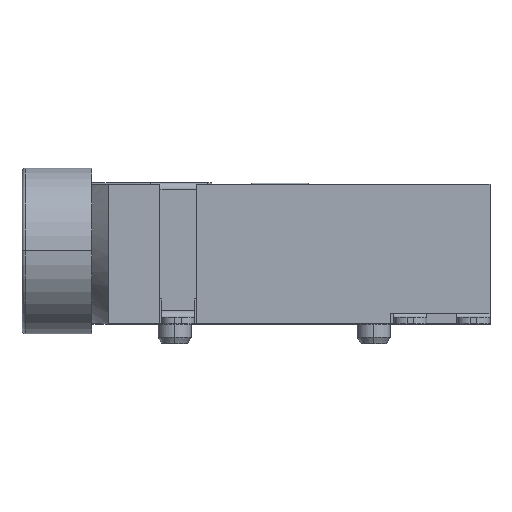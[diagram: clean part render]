
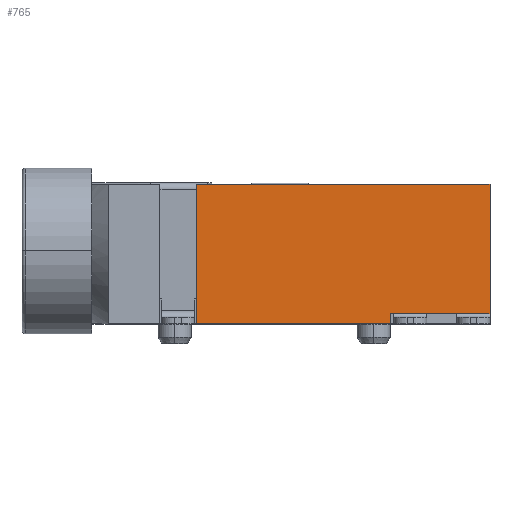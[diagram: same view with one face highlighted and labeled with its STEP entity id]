
A CAD part, top view. The second image highlights one B-rep face of the part: STEP entity #765.
In plain terms, the highlighted planar face has unit normal (0, 0, 1).
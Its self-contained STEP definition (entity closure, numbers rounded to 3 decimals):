
#270 = DIRECTION ( 'NONE',  ( -1., 0., 0. ) ) ;
#275 = VECTOR ( 'NONE', #1251, 1000. ) ;
#642 = ORIENTED_EDGE ( 'NONE', *, *, #983, .T. ) ;
#712 = CARTESIAN_POINT ( 'NONE',  ( 5.75, 4.2, 3.4 ) ) ;
#765 = ADVANCED_FACE ( 'NONE', ( #3630 ), #2291, .F. ) ;
#889 = AXIS2_PLACEMENT_3D ( 'NONE', #4290, #1675, #270 ) ;
#983 = EDGE_CURVE ( 'NONE', #2269, #1726, #2762, .T. ) ;
#1029 = CARTESIAN_POINT ( 'NONE',  ( 2.75, 0., 3.4 ) ) ;
#1251 = DIRECTION ( 'NONE',  ( 1., 0., 0. ) ) ;
#1337 = ORIENTED_EDGE ( 'NONE', *, *, #4816, .F. ) ;
#1668 = ORIENTED_EDGE ( 'NONE', *, *, #6116, .F. ) ;
#1675 = DIRECTION ( 'NONE',  ( 0., 0., -1. ) ) ;
#1701 = CARTESIAN_POINT ( 'NONE',  ( 5.75, 0.3, 3.4 ) ) ;
#1726 = VERTEX_POINT ( 'NONE', #1029 ) ;
#2017 = ORIENTED_EDGE ( 'NONE', *, *, #7377, .T. ) ;
#2254 = VERTEX_POINT ( 'NONE', #4915 ) ;
#2269 = VERTEX_POINT ( 'NONE', #7857 ) ;
#2291 = PLANE ( 'NONE',  #889 ) ;
#2358 = EDGE_CURVE ( 'NONE', #2269, #5563, #5808, .T. ) ;
#2666 = CARTESIAN_POINT ( 'NONE',  ( 5.75, 4.2, 3.4 ) ) ;
#2679 = ORIENTED_EDGE ( 'NONE', *, *, #7600, .F. ) ;
#2728 = VECTOR ( 'NONE', #4754, 1000. ) ;
#2762 = LINE ( 'NONE', #3446, #6067 ) ;
#2795 = LINE ( 'NONE', #2666, #2728 ) ;
#2864 = CARTESIAN_POINT ( 'NONE',  ( -5.75, 4.2, 3.4 ) ) ;
#2882 = CARTESIAN_POINT ( 'NONE',  ( 2.75, 0.3, 3.4 ) ) ;
#2937 = VECTOR ( 'NONE', #7987, 1000. ) ;
#2944 = LINE ( 'NONE', #2864, #5746 ) ;
#3444 = EDGE_LOOP ( 'NONE', ( #1668, #2017, #1337, #2679, #3718, #642 ) ) ;
#3446 = CARTESIAN_POINT ( 'NONE',  ( -5.75, 0., 3.4 ) ) ;
#3630 = FACE_OUTER_BOUND ( 'NONE', #3444, .T. ) ;
#3718 = ORIENTED_EDGE ( 'NONE', *, *, #2358, .F. ) ;
#4290 = CARTESIAN_POINT ( 'NONE',  ( -5.75, 4.2, 3.4 ) ) ;
#4544 = VERTEX_POINT ( 'NONE', #712 ) ;
#4754 = DIRECTION ( 'NONE',  ( 0., -1., 0. ) ) ;
#4816 = EDGE_CURVE ( 'NONE', #4544, #6296, #2795, .T. ) ;
#4855 = DIRECTION ( 'NONE',  ( 1., 0., 0. ) ) ;
#4915 = CARTESIAN_POINT ( 'NONE',  ( 2.75, 0.3, 3.4 ) ) ;
#5282 = VECTOR ( 'NONE', #7220, 1000. ) ;
#5549 = DIRECTION ( 'NONE',  ( 1., 0., 0. ) ) ;
#5563 = VERTEX_POINT ( 'NONE', #8297 ) ;
#5746 = VECTOR ( 'NONE', #5549, 1000. ) ;
#5808 = LINE ( 'NONE', #6500, #2937 ) ;
#6067 = VECTOR ( 'NONE', #4855, 1000. ) ;
#6116 = EDGE_CURVE ( 'NONE', #2254, #1726, #7263, .T. ) ;
#6296 = VERTEX_POINT ( 'NONE', #1701 ) ;
#6500 = CARTESIAN_POINT ( 'NONE',  ( -3.1, -7.8, 3.4 ) ) ;
#7220 = DIRECTION ( 'NONE',  ( 0., -1., 0. ) ) ;
#7263 = LINE ( 'NONE', #2882, #5282 ) ;
#7377 = EDGE_CURVE ( 'NONE', #2254, #6296, #7712, .T. ) ;
#7600 = EDGE_CURVE ( 'NONE', #5563, #4544, #2944, .T. ) ;
#7712 = LINE ( 'NONE', #7906, #275 ) ;
#7857 = CARTESIAN_POINT ( 'NONE',  ( -3.1, 0., 3.4 ) ) ;
#7906 = CARTESIAN_POINT ( 'NONE',  ( 4.75, 0.3, 3.4 ) ) ;
#7987 = DIRECTION ( 'NONE',  ( 0., 1., 0. ) ) ;
#8297 = CARTESIAN_POINT ( 'NONE',  ( -3.1, 4.2, 3.4 ) ) ;
